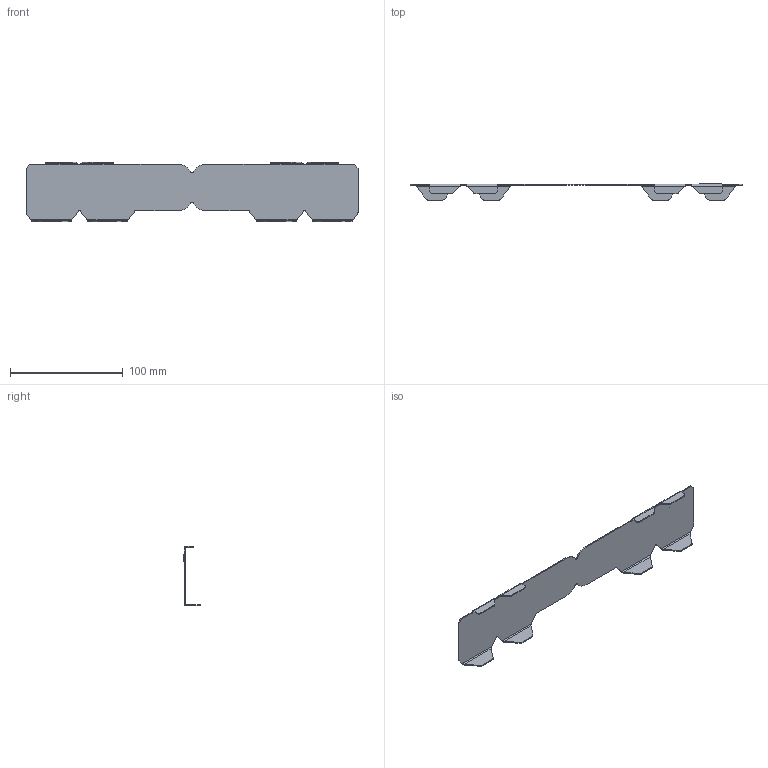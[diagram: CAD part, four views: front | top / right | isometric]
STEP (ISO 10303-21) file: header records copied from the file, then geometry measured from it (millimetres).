
FILE_DESCRIPTION(/* description */ (''),/* implementation_level */ '2;1');
FILE_NAME(/* name */ '480224.stp',/* time_stamp */ '2023-12-19T13:44:13+01:00',/* author */ ('bonnaudn'),/* organization */ (''),/* preprocessor_version */ 'ST-DEVELOPER v19.2',/* originating_system */ 'AutoCAD Mechanical',/* authorisation */ '');
FILE_SCHEMA (('AUTOMOTIVE_DESIGN { 1 0 10303 214 3 1 1 }'));
Length unit declared in the file: millimetre
Products named in the file (1): Product
Bounding box: 295 x 14.28 x 52.9 mm (x, y, z)
Volume: 14911.3 mm3; surface area: 32207.1 mm2
Topology: 1 solids, 8 shells, 141 faces, 417 edges, 287 vertices
Faces by surface type: plane 73, cylinder 52, bspline 16
Entity records: 5607 total; most frequent: CARTESIAN_POINT 1812, ORIENTED_EDGE 779, DIRECTION 738, EDGE_CURVE 419, LINE 288, VECTOR 288, VERTEX_POINT 287, AXIS2_PLACEMENT_3D 225
